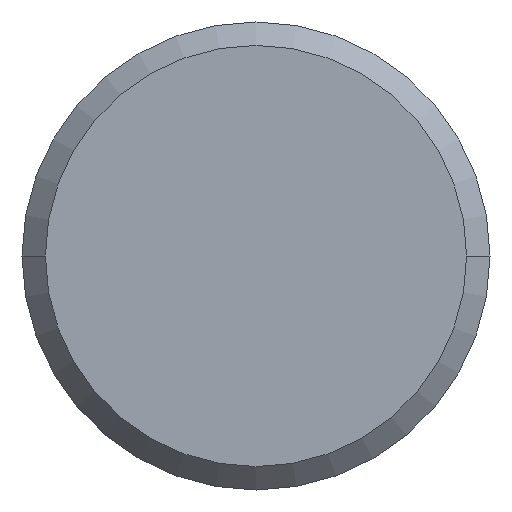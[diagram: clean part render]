
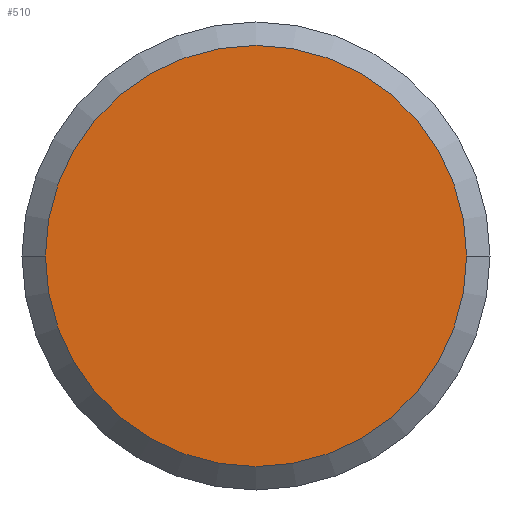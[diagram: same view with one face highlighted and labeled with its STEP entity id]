
A CAD part, front view. The second image highlights one B-rep face of the part: STEP entity #510.
In plain terms, the highlighted planar face has unit normal (0, -1, 0).
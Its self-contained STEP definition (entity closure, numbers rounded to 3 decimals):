
#442 = EDGE_CURVE( '', #458, #590, #892, .T. );
#458 = VERTEX_POINT( '', #912 );
#510 = ADVANCED_FACE( '', ( #970 ), #971, .T. );
#580 = EDGE_CURVE( '', #590, #458, #1048, .T. );
#590 = VERTEX_POINT( '', #1058 );
#892 = CIRCLE( '', #1555, 9. );
#912 = CARTESIAN_POINT( '', ( -9., 0., 0. ) );
#970 = FACE_OUTER_BOUND( '', #1675, .T. );
#971 = PLANE( '', #1676 );
#1048 = CIRCLE( '', #1824, 9. );
#1058 = CARTESIAN_POINT( '', ( 9., 0., 0. ) );
#1555 = AXIS2_PLACEMENT_3D( '', #2209, #2210, #2211 );
#1675 = EDGE_LOOP( '', ( #2304, #2305 ) );
#1676 = AXIS2_PLACEMENT_3D( '', #2306, #2307, #2308 );
#1824 = AXIS2_PLACEMENT_3D( '', #2385, #2386, #2387 );
#2209 = CARTESIAN_POINT( '', ( 0., 0., 0. ) );
#2210 = DIRECTION( '', ( 0., 1., 0. ) );
#2211 = DIRECTION( '', ( 1., 0., 0. ) );
#2304 = ORIENTED_EDGE( '', *, *, #580, .F. );
#2305 = ORIENTED_EDGE( '', *, *, #442, .F. );
#2306 = CARTESIAN_POINT( '', ( 4.5, 0., 0. ) );
#2307 = DIRECTION( '', ( 0., -1., 0. ) );
#2308 = DIRECTION( '', ( -1., 0., 0. ) );
#2385 = CARTESIAN_POINT( '', ( 0., 0., 0. ) );
#2386 = DIRECTION( '', ( 0., 1., 0. ) );
#2387 = DIRECTION( '', ( 1., 0., 0. ) );
